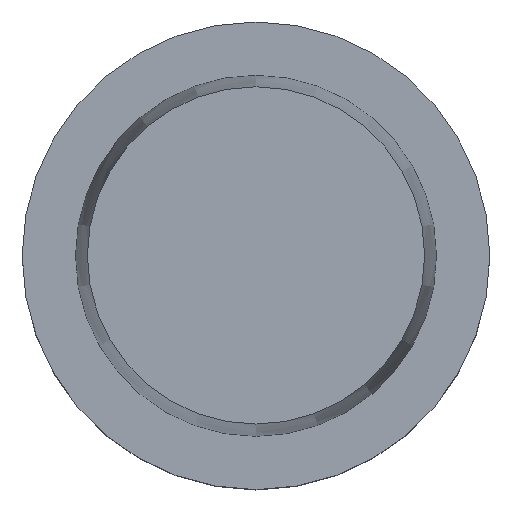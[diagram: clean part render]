
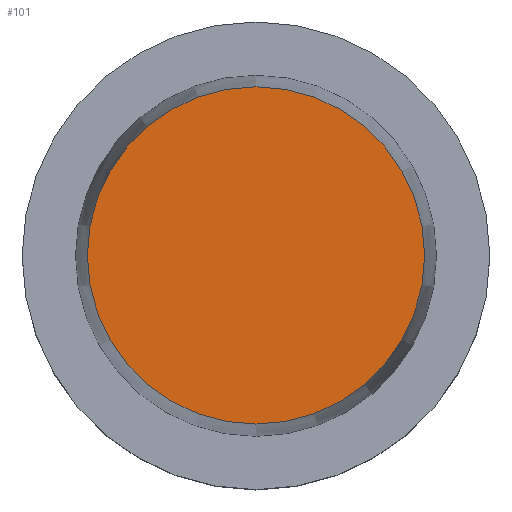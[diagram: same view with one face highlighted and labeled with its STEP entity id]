
A CAD part, top view. The second image highlights one B-rep face of the part: STEP entity #101.
In plain terms, the highlighted planar face has unit normal (0, 0, 1).
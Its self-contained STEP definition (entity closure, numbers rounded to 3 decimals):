
#101=ADVANCED_FACE('Unnamed[1]',(#241),#242,.T.);
#166=EDGE_CURVE('Unnamed[1]',#340,#340,#341,.T.);
#241=FACE_OUTER_BOUND('',#425,.T.);
#242=PLANE('',#426);
#340=VERTEX_POINT('',#550);
#341=CIRCLE('',#551,22.715);
#425=EDGE_LOOP('',(#624));
#426=AXIS2_PLACEMENT_3D('',#625,#626,#627);
#550=CARTESIAN_POINT('',(0.,22.715,32.0));
#551=AXIS2_PLACEMENT_3D('',#732,#733,#734);
#624=ORIENTED_EDGE('',*,*,#166,.T.);
#625=CARTESIAN_POINT('',(0.,11.358,32.0));
#626=DIRECTION('',(0.,0.,1.0));
#627=DIRECTION('',(0.,1.0,0.));
#732=CARTESIAN_POINT('',(0.,0.,32.0));
#733=DIRECTION('',(0.,0.,1.0));
#734=DIRECTION('',(0.,1.0,0.));
